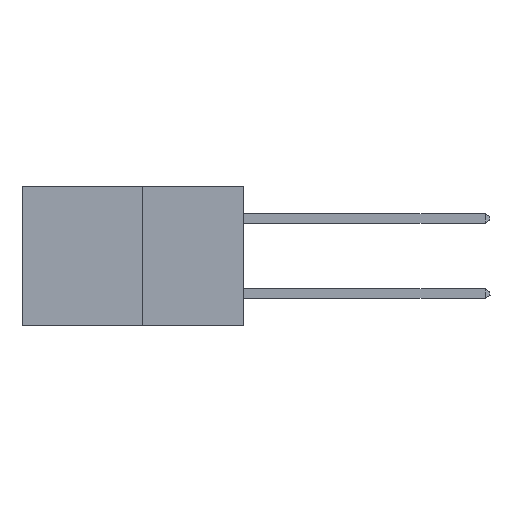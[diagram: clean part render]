
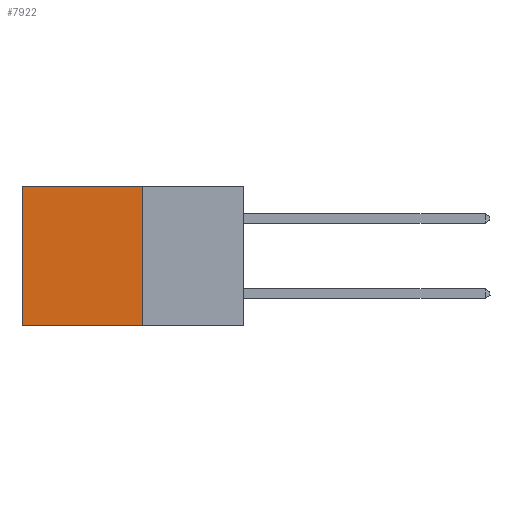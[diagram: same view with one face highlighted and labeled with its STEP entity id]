
A CAD part, left-side view. The second image highlights one B-rep face of the part: STEP entity #7922.
In plain terms, the highlighted planar face has unit normal (-1, 0, 0).
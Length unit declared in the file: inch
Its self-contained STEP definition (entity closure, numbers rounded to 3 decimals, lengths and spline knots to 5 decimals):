
#1483 = LINE ( 'NONE', #19525, #28026 ) ;
#1862 = ORIENTED_EDGE ( 'NONE', *, *, #21466, .T. ) ;
#2760 = DIRECTION ( 'NONE',  ( 0., 0., -1. ) ) ;
#2828 = DIRECTION ( 'NONE',  ( 1., 0., 0. ) ) ;
#3067 = PLANE ( 'NONE',  #19382 ) ;
#3207 = DIRECTION ( 'NONE',  ( 0., 0., -1. ) ) ;
#3739 = CARTESIAN_POINT ( 'NONE',  ( 0.277, 0.27, -0.37 ) ) ;
#6703 = LINE ( 'NONE', #20048, #19575 ) ;
#7922 = ADVANCED_FACE ( 'NONE', ( #14070 ), #3067, .F. ) ;
#8903 = VERTEX_POINT ( 'NONE', #31853 ) ;
#9364 = CARTESIAN_POINT ( 'NONE',  ( 0.277, 0.27, 0. ) ) ;
#9888 = LINE ( 'NONE', #20537, #22702 ) ;
#12955 = VERTEX_POINT ( 'NONE', #9364 ) ;
#12956 = CARTESIAN_POINT ( 'NONE',  ( 0.277, 0.27, -0.37 ) ) ;
#13675 = EDGE_CURVE ( 'NONE', #12955, #13932, #1483, .T. ) ;
#13932 = VERTEX_POINT ( 'NONE', #12956 ) ;
#14070 = FACE_OUTER_BOUND ( 'NONE', #14828, .T. ) ;
#14209 = CARTESIAN_POINT ( 'NONE',  ( 0.277, 0.59, -0.37 ) ) ;
#14828 = EDGE_LOOP ( 'NONE', ( #28047, #23840, #21532, #1862 ) ) ;
#19382 = AXIS2_PLACEMENT_3D ( 'NONE', #3739, #2828, #2760 ) ;
#19525 = CARTESIAN_POINT ( 'NONE',  ( 0.277, 0.27, -0.37 ) ) ;
#19575 = VECTOR ( 'NONE', #22607, 39.37008 ) ;
#20048 = CARTESIAN_POINT ( 'NONE',  ( 0.277, 0.27, -0.37 ) ) ;
#20537 = CARTESIAN_POINT ( 'NONE',  ( 0.277, 0.27, 0. ) ) ;
#21060 = EDGE_CURVE ( 'NONE', #8903, #29882, #27042, .T. ) ;
#21221 = CARTESIAN_POINT ( 'NONE',  ( 0.277, 0.59, -0.37 ) ) ;
#21466 = EDGE_CURVE ( 'NONE', #12955, #8903, #9888, .T. ) ;
#21532 = ORIENTED_EDGE ( 'NONE', *, *, #13675, .F. ) ;
#22207 = DIRECTION ( 'NONE',  ( 0., 0., -1. ) ) ;
#22607 = DIRECTION ( 'NONE',  ( 0., 1., 0. ) ) ;
#22702 = VECTOR ( 'NONE', #30646, 39.37008 ) ;
#23840 = ORIENTED_EDGE ( 'NONE', *, *, #30319, .F. ) ;
#27042 = LINE ( 'NONE', #21221, #32982 ) ;
#28026 = VECTOR ( 'NONE', #22207, 39.37008 ) ;
#28047 = ORIENTED_EDGE ( 'NONE', *, *, #21060, .T. ) ;
#29882 = VERTEX_POINT ( 'NONE', #14209 ) ;
#30319 = EDGE_CURVE ( 'NONE', #13932, #29882, #6703, .T. ) ;
#30646 = DIRECTION ( 'NONE',  ( 0., 1., 0. ) ) ;
#31853 = CARTESIAN_POINT ( 'NONE',  ( 0.277, 0.59, 0. ) ) ;
#32982 = VECTOR ( 'NONE', #3207, 39.37008 ) ;
